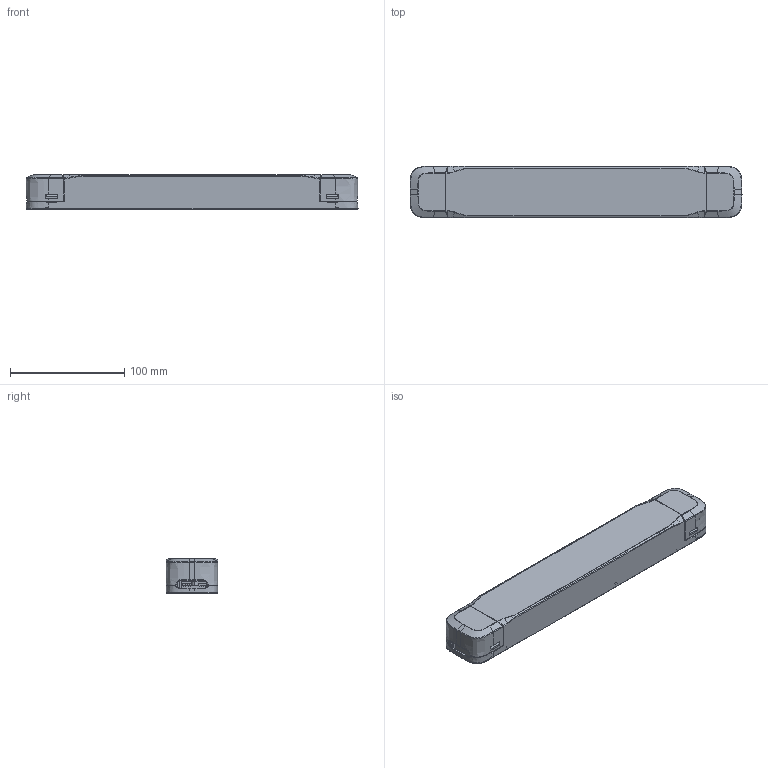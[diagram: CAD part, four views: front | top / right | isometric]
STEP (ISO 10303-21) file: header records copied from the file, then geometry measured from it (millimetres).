
FILE_DESCRIPTION(('Creo Elements/Direct Modeling STEP Export'),'2;1');
FILE_NAME('K102_LS-80-24 DALI2 LI.stp','2022-12-16T12:04:17',(''),(''),'Creo Elements/Direct Modeling STEP processor for AP214 (Solid Model)','Creo Elements/Direct Modeling 20.5 09-Apr-2022 (C) Parametric Technology GmbH','');
FILE_SCHEMA(('AUTOMOTIVE_DESIGN { 1 0 10303 214 1 1 1 1 }'));
Length unit declared in the file: millimetre
Products named in the file (5): case bottom; cap input; case top; PCB; K102_LS-80-24 DALI2 LI
Assembly tree (5 placements, depth 2):
  K102_LS-80-24 DALI2 LI
    cap input  x2
    PCB
    case top
    case bottom
Bounding box: 290 x 44.99 x 30.5 mm (x, y, z)
Volume: 90954.4 mm3; surface area: 131834.6 mm2
Topology: 5 solids, 40 shells, 1864 faces, 5162 edges, 3412 vertices
Faces by surface type: plane 1313, cylinder 353, bspline 118, extrusion 50, cone 20, torus 9, sphere 1
Entity records: 64416 total; most frequent: CARTESIAN_POINT 20833, ORIENTED_EDGE 9746, DIRECTION 7899, EDGE_CURVE 4873, VECTOR 3721, LINE 3681, VERTEX_POINT 3227, AXIS2_PLACEMENT_3D 2089
